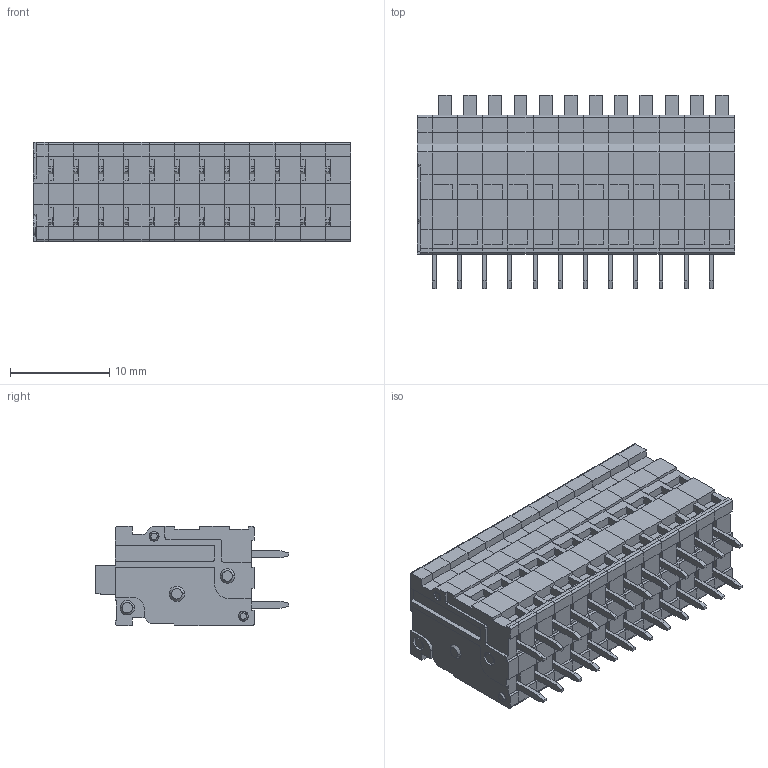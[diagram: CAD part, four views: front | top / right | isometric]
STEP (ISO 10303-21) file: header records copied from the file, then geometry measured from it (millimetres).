
FILE_DESCRIPTION (( 'STEP AP214' ), '1' );
FILE_NAME ('CUI_DEVICES_TBL009V-254-12GY-2GY.step', '2019-11-27T14:44:49', ( '' ), ( '' ), 'SwSTEP 2.0', 'SolidWorks 2019', '' );
FILE_SCHEMA (( 'AUTOMOTIVE_DESIGN' ));
Length unit declared in the file: millimetre
Products named in the file (4): CUI_DEVICES_TBL009V-254-12GY-2GY; TBL009V-254 - END CAP_Gray; TBL009V-254 - PUSH BUTTON_Gray; TBL009V-254 - BODY_Gray
Assembly tree (25 placements, depth 2):
  CUI_DEVICES_TBL009V-254-12GY-2GY
    TBL009V-254 - END CAP_Gray
    TBL009V-254 - BODY_Gray  x12
    TBL009V-254 - PUSH BUTTON_Gray  x12
Bounding box: 31.98 x 19.55 x 10 mm (x, y, z)
Volume: 3904 mm3; surface area: 6963.3 mm2
Topology: 25 solids, 25 shells, 2119 faces, 5647 edges, 3643 vertices
Faces by surface type: plane 1473, cylinder 396, cone 130, torus 120
Entity records: 11292 total; most frequent: CARTESIAN_POINT 1577, ORIENTED_EDGE 1394, DIRECTION 1372, EDGE_CURVE 697, VECTOR 524, LINE 524, VERTEX_POINT 453, AXIS2_PLACEMENT_3D 424
